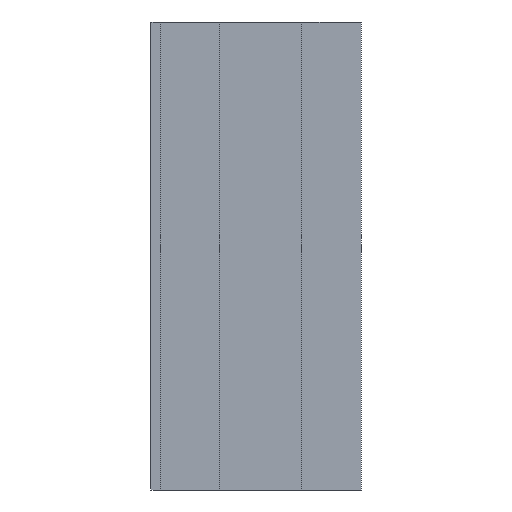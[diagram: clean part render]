
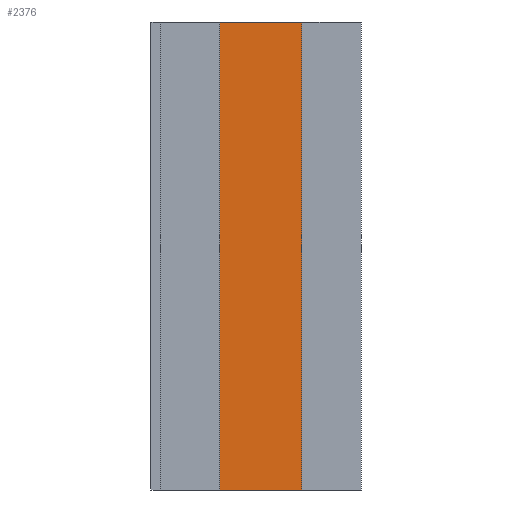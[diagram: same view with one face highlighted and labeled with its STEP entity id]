
A CAD part, left-side view. The second image highlights one B-rep face of the part: STEP entity #2376.
In plain terms, the highlighted planar face has unit normal (-1, 0, 0).
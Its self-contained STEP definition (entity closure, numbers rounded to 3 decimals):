
#145 = EDGE_LOOP ( 'NONE', ( #2456, #2603, #2583, #2591 ) ) ;
#352 = EDGE_CURVE ( 'NONE', #3168, #3173, #1758, .T. ) ;
#399 = EDGE_CURVE ( 'NONE', #3168, #3169, #511, .T. ) ;
#511 = LINE ( 'NONE', #2877, #1177 ) ;
#652 = CARTESIAN_POINT ( 'NONE',  ( -28.5, -9.352, -59. ) ) ;
#657 = CARTESIAN_POINT ( 'NONE',  ( -28.5, 2.648, 0. ) ) ;
#658 = CARTESIAN_POINT ( 'NONE',  ( -28.5, 2.648, -59. ) ) ;
#661 = CARTESIAN_POINT ( 'NONE',  ( -28.5, -9.352, 0. ) ) ;
#867 = DIRECTION ( 'NONE',  ( 0., -1., 0. ) ) ;
#871 = CARTESIAN_POINT ( 'NONE',  ( -28.5, 2.648, 0. ) ) ;
#988 = CARTESIAN_POINT ( 'NONE',  ( -28.5, -9.352, -59. ) ) ;
#990 = DIRECTION ( 'NONE',  ( 0., 0., 1. ) ) ;
#1177 = VECTOR ( 'NONE', #2878, 1000. ) ;
#1185 = LINE ( 'NONE', #988, #1186 ) ;
#1186 = VECTOR ( 'NONE', #990, 1000. ) ;
#1504 = PLANE ( 'NONE',  #2641 ) ;
#1523 = CARTESIAN_POINT ( 'NONE',  ( -28.5, 2.648, -59. ) ) ;
#1757 = VECTOR ( 'NONE', #3207, 1000. ) ;
#1758 = LINE ( 'NONE', #3208, #1757 ) ;
#1783 = DIRECTION ( 'NONE',  ( 0., 0., 1. ) ) ;
#1812 = DIRECTION ( 'NONE',  ( -1., 0., 0. ) ) ;
#2113 = FACE_OUTER_BOUND ( 'NONE', #145, .T. ) ;
#2353 = LINE ( 'NONE', #871, #2354 ) ;
#2354 = VECTOR ( 'NONE', #867, 1000. ) ;
#2376 = ADVANCED_FACE ( 'NONE', ( #2113 ), #1504, .T. ) ;
#2456 = ORIENTED_EDGE ( 'NONE', *, *, #2774, .F. ) ;
#2583 = ORIENTED_EDGE ( 'NONE', *, *, #352, .T. ) ;
#2591 = ORIENTED_EDGE ( 'NONE', *, *, #2780, .T. ) ;
#2603 = ORIENTED_EDGE ( 'NONE', *, *, #399, .F. ) ;
#2641 = AXIS2_PLACEMENT_3D ( 'NONE', #1523, #1812, #1783 ) ;
#2774 = EDGE_CURVE ( 'NONE', #3169, #3166, #2353, .T. ) ;
#2780 = EDGE_CURVE ( 'NONE', #3173, #3166, #1185, .T. ) ;
#2877 = CARTESIAN_POINT ( 'NONE',  ( -28.5, 2.648, -59. ) ) ;
#2878 = DIRECTION ( 'NONE',  ( 0., 0., 1. ) ) ;
#3166 = VERTEX_POINT ( 'NONE', #661 ) ;
#3168 = VERTEX_POINT ( 'NONE', #658 ) ;
#3169 = VERTEX_POINT ( 'NONE', #657 ) ;
#3173 = VERTEX_POINT ( 'NONE', #652 ) ;
#3207 = DIRECTION ( 'NONE',  ( 0., -1., 0. ) ) ;
#3208 = CARTESIAN_POINT ( 'NONE',  ( -28.5, 2.648, -59. ) ) ;
